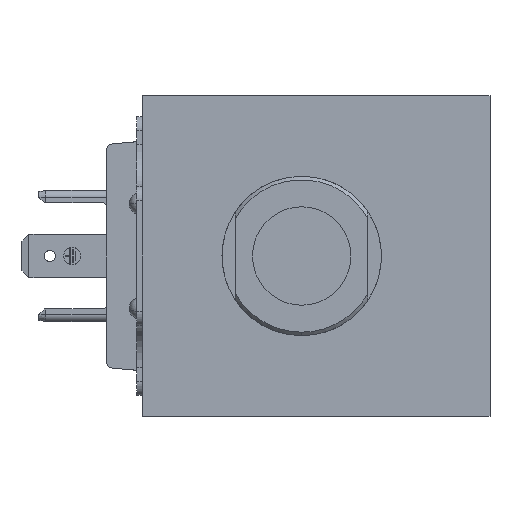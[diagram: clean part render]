
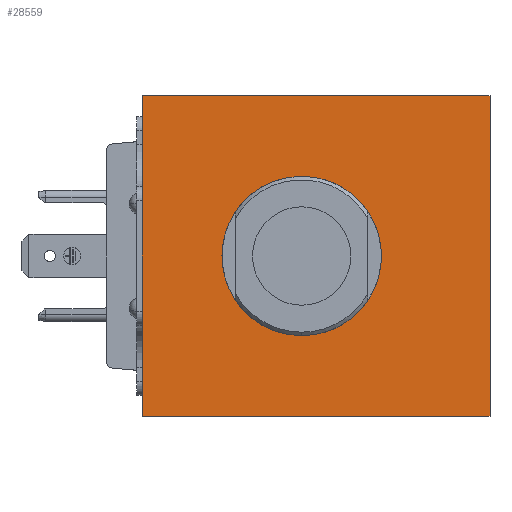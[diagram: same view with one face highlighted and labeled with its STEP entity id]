
A CAD part, left-side view. The second image highlights one B-rep face of the part: STEP entity #28559.
In plain terms, the highlighted planar face has unit normal (-1, 0, 0).
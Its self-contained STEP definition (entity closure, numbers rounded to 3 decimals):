
#213 = LINE ( 'NONE', #8189, #26092 ) ;
#379 = VECTOR ( 'NONE', #19086, 1000. ) ;
#630 = DIRECTION ( 'NONE',  ( 0., 0., -1. ) ) ;
#1539 = CARTESIAN_POINT ( 'NONE',  ( -36., 49.85, 23. ) ) ;
#2052 = DIRECTION ( 'NONE',  ( 0., 0., 1. ) ) ;
#2978 = DIRECTION ( 'NONE',  ( -1., 0., 0. ) ) ;
#5122 = CARTESIAN_POINT ( 'NONE',  ( -36., 27., 0. ) ) ;
#5580 = PLANE ( 'NONE',  #19079 ) ;
#6607 = AXIS2_PLACEMENT_3D ( 'NONE', #20430, #2978, #31128 ) ;
#6775 = AXIS2_PLACEMENT_3D ( 'NONE', #5122, #22626, #7684 ) ;
#7149 = EDGE_CURVE ( 'NONE', #20374, #19198, #14194, .T. ) ;
#7319 = CARTESIAN_POINT ( 'NONE',  ( -36., 49.85, 23. ) ) ;
#7684 = DIRECTION ( 'NONE',  ( 0., 0., -1. ) ) ;
#7841 = VECTOR ( 'NONE', #2052, 1000. ) ;
#8097 = EDGE_CURVE ( 'NONE', #14405, #12898, #21114, .T. ) ;
#8189 = CARTESIAN_POINT ( 'NONE',  ( -36., 49.85, -23. ) ) ;
#8666 = EDGE_CURVE ( 'NONE', #22431, #14405, #213, .T. ) ;
#10308 = VECTOR ( 'NONE', #11726, 1000. ) ;
#10635 = CARTESIAN_POINT ( 'NONE',  ( -36., 0., -23. ) ) ;
#11134 = CARTESIAN_POINT ( 'NONE',  ( -36., 27., 10.25 ) ) ;
#11664 = CARTESIAN_POINT ( 'NONE',  ( -36., 49.85, -23. ) ) ;
#11726 = DIRECTION ( 'NONE',  ( 0., 0., 1. ) ) ;
#12335 = EDGE_CURVE ( 'NONE', #22431, #32271, #23582, .T. ) ;
#12752 = ORIENTED_EDGE ( 'NONE', *, *, #8097, .T. ) ;
#12898 = VERTEX_POINT ( 'NONE', #24331 ) ;
#13698 = DIRECTION ( 'NONE',  ( 0., -1., 0. ) ) ;
#13744 = FACE_OUTER_BOUND ( 'NONE', #16158, .T. ) ;
#13751 = LINE ( 'NONE', #1539, #379 ) ;
#14194 = CIRCLE ( 'NONE', #6607, 10.25 ) ;
#14254 = CARTESIAN_POINT ( 'NONE',  ( -36., 49.85, -23. ) ) ;
#14405 = VERTEX_POINT ( 'NONE', #10635 ) ;
#15709 = DIRECTION ( 'NONE',  ( 1., 0., 0. ) ) ;
#16158 = EDGE_LOOP ( 'NONE', ( #12752, #30894, #19289, #25310 ) ) ;
#18959 = CARTESIAN_POINT ( 'NONE',  ( -36., 0., -23. ) ) ;
#19079 = AXIS2_PLACEMENT_3D ( 'NONE', #30560, #15709, #630 ) ;
#19086 = DIRECTION ( 'NONE',  ( 0., -1., 0. ) ) ;
#19198 = VERTEX_POINT ( 'NONE', #28452 ) ;
#19289 = ORIENTED_EDGE ( 'NONE', *, *, #12335, .F. ) ;
#19544 = EDGE_CURVE ( 'NONE', #19198, #20374, #20911, .T. ) ;
#20374 = VERTEX_POINT ( 'NONE', #11134 ) ;
#20391 = FACE_BOUND ( 'NONE', #22078, .T. ) ;
#20430 = CARTESIAN_POINT ( 'NONE',  ( -36., 27., 0. ) ) ;
#20911 = CIRCLE ( 'NONE', #6775, 10.25 ) ;
#21114 = LINE ( 'NONE', #18959, #7841 ) ;
#21382 = ORIENTED_EDGE ( 'NONE', *, *, #7149, .F. ) ;
#22078 = EDGE_LOOP ( 'NONE', ( #26555, #21382 ) ) ;
#22431 = VERTEX_POINT ( 'NONE', #11664 ) ;
#22626 = DIRECTION ( 'NONE',  ( -1., 0., 0. ) ) ;
#23582 = LINE ( 'NONE', #14254, #10308 ) ;
#24331 = CARTESIAN_POINT ( 'NONE',  ( -36., 0., 23. ) ) ;
#25310 = ORIENTED_EDGE ( 'NONE', *, *, #8666, .T. ) ;
#26092 = VECTOR ( 'NONE', #13698, 1000. ) ;
#26555 = ORIENTED_EDGE ( 'NONE', *, *, #19544, .F. ) ;
#28452 = CARTESIAN_POINT ( 'NONE',  ( -36., 27., -10.25 ) ) ;
#28559 = ADVANCED_FACE ( 'NONE', ( #20391, #13744 ), #5580, .F. ) ;
#30560 = CARTESIAN_POINT ( 'NONE',  ( -36., 49.85, -23. ) ) ;
#30894 = ORIENTED_EDGE ( 'NONE', *, *, #31057, .F. ) ;
#31057 = EDGE_CURVE ( 'NONE', #32271, #12898, #13751, .T. ) ;
#31128 = DIRECTION ( 'NONE',  ( 0., 0., -1. ) ) ;
#32271 = VERTEX_POINT ( 'NONE', #7319 ) ;
